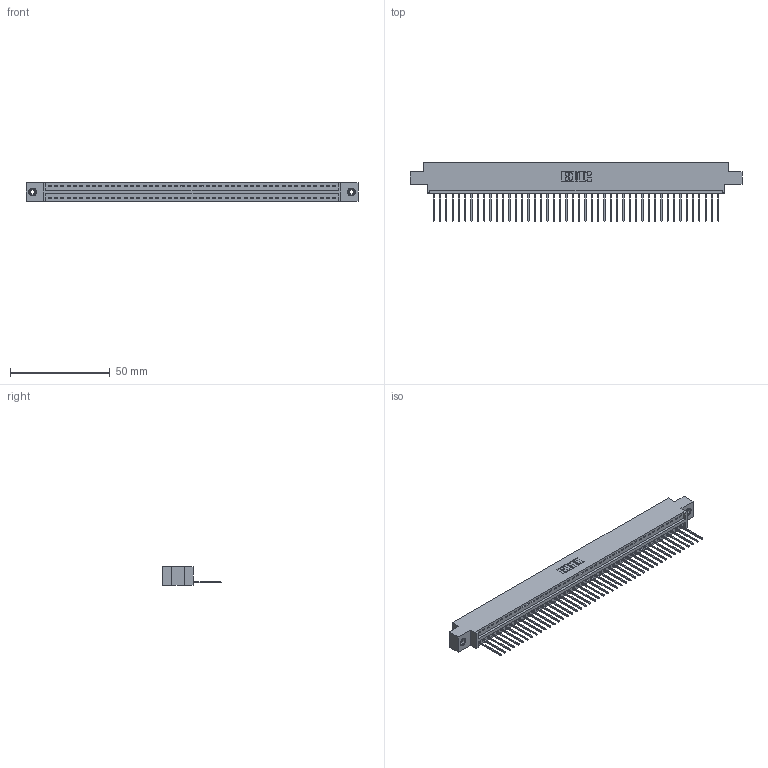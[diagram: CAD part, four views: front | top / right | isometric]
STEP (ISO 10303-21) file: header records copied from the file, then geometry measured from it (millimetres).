
FILE_DESCRIPTION (( 'STEP AP203' ), '1' );
FILE_NAME ('396-046-540-608.STEP', '2018-09-07T08:32:12', ( '' ), ( '' ), 'SwSTEP 2.0', 'SolidWorks 2016', '' );
FILE_SCHEMA (( 'CONFIG_CONTROL_DESIGN' ));
Length unit declared in the file: inch
Products named in the file (4): 345-292-001_345-293-140; 345-250-001_345-250-003-102; 396-046-540-608; 346 Part_0.170 Offset - 0.156 Dia-TI
Assembly tree (49 placements, depth 2):
  396-046-540-608
    346 Part_0.170 Offset - 0.156 Dia-TI
    345-292-001_345-293-140  x46
    345-250-001_345-250-003-102  x2
Bounding box: 166.62 x 29.46 x 9.4 mm (x, y, z)
Volume: 15878.3 mm3; surface area: 20525.9 mm2
Topology: 49 solids, 49 shells, 2854 faces, 8573 edges, 5646 vertices
Faces by surface type: plane 1952, cylinder 886, cone 12, torus 4
Entity records: 29346 total; most frequent: CARTESIAN_POINT 5013, ORIENTED_EDGE 4986, DIRECTION 4443, EDGE_CURVE 2493, LINE 2157, VECTOR 2157, VERTEX_POINT 1656, AXIS2_PLACEMENT_3D 1143
